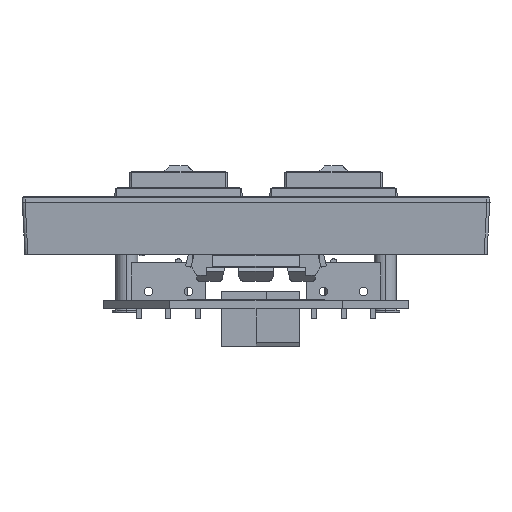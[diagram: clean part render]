
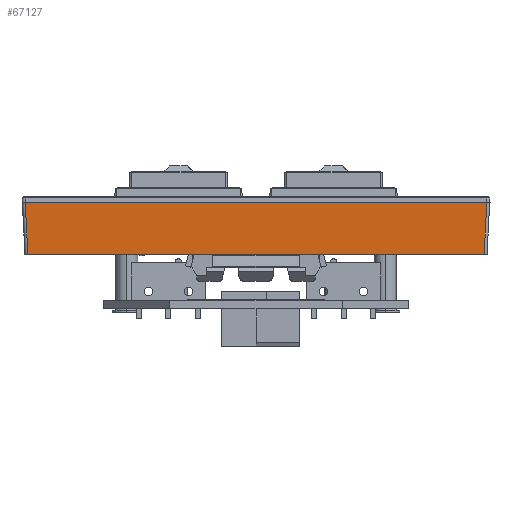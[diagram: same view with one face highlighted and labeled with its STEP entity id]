
A CAD part, front view. The second image highlights one B-rep face of the part: STEP entity #67127.
In plain terms, the highlighted face is planar.
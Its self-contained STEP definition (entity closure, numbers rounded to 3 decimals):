
#271=CARTESIAN_POINT('',(-39.729,0.,40.228));
#372=DIRECTION('',(0.052,0.997,0.052));
#373=VECTOR('',#372,9.025);
#374=CARTESIAN_POINT('',(39.729,0.,40.228));
#375=LINE('61168',#374,#373);
#379=DIRECTION('',(-1.,0.,0.));
#380=VECTOR('',#379,79.458);
#381=CARTESIAN_POINT('',(39.729,0.,40.228));
#382=LINE('61176',#381,#380);
#386=DIRECTION('',(-0.052,0.997,0.052));
#387=VECTOR('',#386,9.025);
#388=CARTESIAN_POINT('',(-39.729,0.,40.228));
#389=LINE('61173',#388,#387);
#434=DIRECTION('',(-1.,0.,0.));
#435=VECTOR('',#434,80.401);
#436=CARTESIAN_POINT('',(40.201,9.,40.7));
#437=LINE('61212',#436,#435);
#60456=CARTESIAN_POINT('',(39.729,0.,40.228));
#60457=CARTESIAN_POINT('',(40.201,9.,40.7));
#60458=VERTEX_POINT('',#60456);
#60459=VERTEX_POINT('',#60457);
#60467=VERTEX_POINT('',#271);
#60468=CARTESIAN_POINT('',(-40.201,9.,40.7));
#60469=VERTEX_POINT('',#60468);
#67114=CARTESIAN_POINT('',(40.7,9.,40.7));
#67115=DIRECTION('',(0.,0.052,-0.999));
#67116=DIRECTION('',(-1.,0.,0.));
#67117=AXIS2_PLACEMENT_3D('',#67114,#67115,#67116);
#67118=PLANE('21838',#67117);
#67119=ORIENTED_EDGE('61168',*,*,#67105,.F.);
#67120=ORIENTED_EDGE('61176',*,*,#67012,.T.);
#67122=ORIENTED_EDGE('61173',*,*,#67121,.T.);
#67124=ORIENTED_EDGE('61212',*,*,#67123,.F.);
#67125=EDGE_LOOP('21838',(#67119,#67120,#67122,#67124));
#67126=FACE_OUTER_BOUND('21838',#67125,.F.);
#67127=ADVANCED_FACE('21838',(#67126),#67118,.F.);
#67012=EDGE_CURVE('61176',#60458,#60467,#382,.T.);
#67105=EDGE_CURVE('61168',#60458,#60459,#375,.T.);
#67121=EDGE_CURVE('61173',#60467,#60469,#389,.T.);
#67123=EDGE_CURVE('61212',#60459,#60469,#437,.T.);
